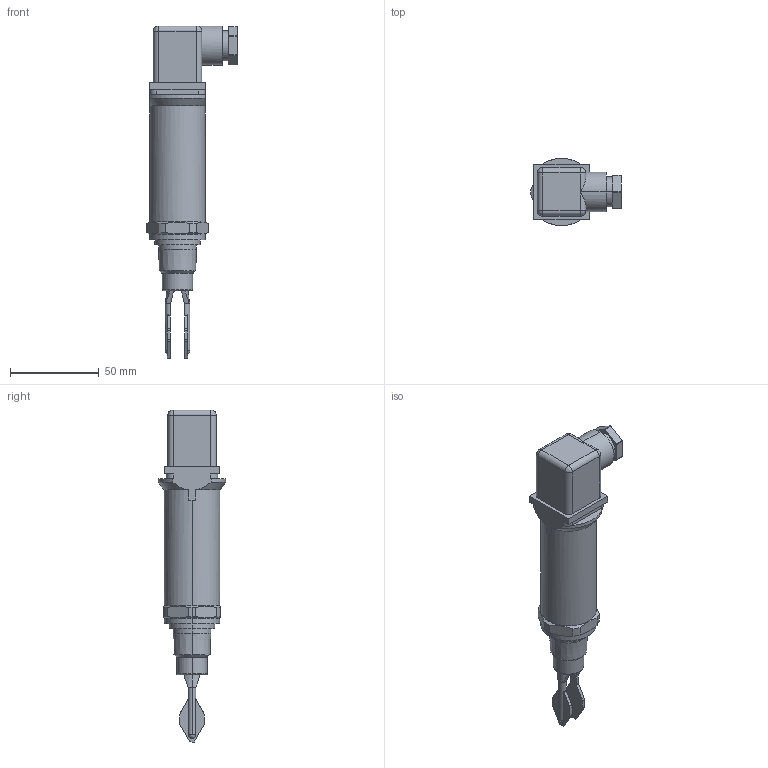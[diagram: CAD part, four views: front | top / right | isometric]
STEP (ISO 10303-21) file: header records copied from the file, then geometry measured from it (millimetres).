
FILE_DESCRIPTION (( 'STEP AP214' ), '1' );
FILE_NAME ('VFL50-150S-3D.STEP', '2019-06-11T16:35:10', ( '' ), ( '' ), 'SwSTEP 2.0', 'SolidWorks 2017', '' );
FILE_SCHEMA (( 'AUTOMOTIVE_DESIGN' ));
Length unit declared in the file: inch
Products named in the file (1): VFL50-150S-3D
Bounding box: 51.08 x 38 x 187.5 mm (x, y, z)
Volume: 113118.8 mm3; surface area: 19279.4 mm2
Topology: 1 solids, 1 shells, 158 faces, 424 edges, 270 vertices
Faces by surface type: plane 79, cylinder 58, cone 13, bspline 8
Entity records: 5555 total; most frequent: CARTESIAN_POINT 1608, ORIENTED_EDGE 836, DIRECTION 812, EDGE_CURVE 418, AXIS2_PLACEMENT_3D 298, VERTEX_POINT 270, LINE 216, VECTOR 216
